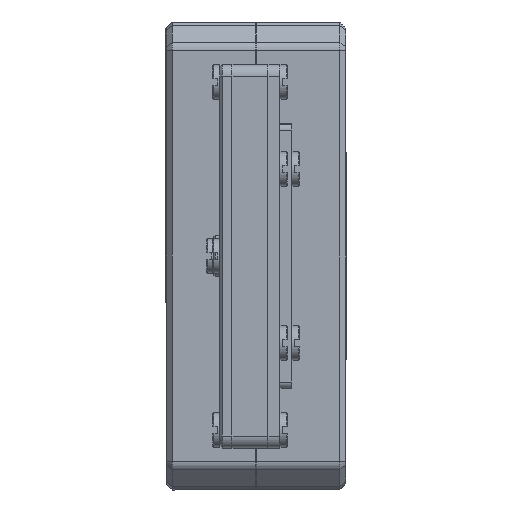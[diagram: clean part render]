
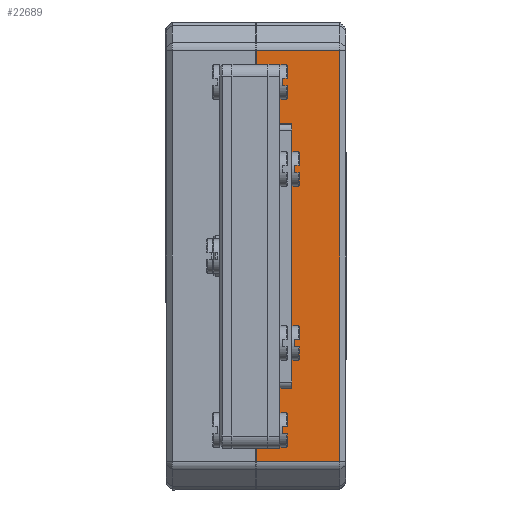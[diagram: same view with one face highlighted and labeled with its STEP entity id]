
A CAD part, left-side view. The second image highlights one B-rep face of the part: STEP entity #22689.
In plain terms, the highlighted planar face has unit normal (-1, 0, 0).
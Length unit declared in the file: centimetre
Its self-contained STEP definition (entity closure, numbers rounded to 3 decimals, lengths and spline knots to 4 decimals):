
#1817=PLANE('',#24057);
#2874=FACE_OUTER_BOUND('',#4327,.T.);
#4327=EDGE_LOOP('',(#18737,#18738,#18739,#18740,#18741,#18742,#18743,#18744));
#6669=LINE('',#37688,#8715);
#6673=LINE('',#37697,#8719);
#6676=LINE('',#37701,#8722);
#6677=LINE('',#37704,#8723);
#6678=LINE('',#37706,#8724);
#6679=LINE('',#37708,#8725);
#6680=LINE('',#37710,#8726);
#6681=LINE('',#37711,#8727);
#8715=VECTOR('',#27846,1.);
#8719=VECTOR('',#27852,1.);
#8722=VECTOR('',#27857,1.);
#8723=VECTOR('',#27860,1.);
#8724=VECTOR('',#27861,1.);
#8725=VECTOR('',#27862,1.);
#8726=VECTOR('',#27863,1.);
#8727=VECTOR('',#27864,1.);
#11270=VERTEX_POINT('',#37685);
#11271=VERTEX_POINT('',#37687);
#11274=VERTEX_POINT('',#37694);
#11275=VERTEX_POINT('',#37696);
#11276=VERTEX_POINT('',#37703);
#11277=VERTEX_POINT('',#37705);
#11278=VERTEX_POINT('',#37707);
#11279=VERTEX_POINT('',#37709);
#13958=EDGE_CURVE('',#11271,#11270,#6669,.T.);
#13962=EDGE_CURVE('',#11275,#11274,#6673,.T.);
#13965=EDGE_CURVE('',#11270,#11275,#6676,.T.);
#13966=EDGE_CURVE('',#11276,#11274,#6677,.T.);
#13967=EDGE_CURVE('',#11277,#11276,#6678,.T.);
#13968=EDGE_CURVE('',#11278,#11277,#6679,.T.);
#13969=EDGE_CURVE('',#11279,#11278,#6680,.T.);
#13970=EDGE_CURVE('',#11271,#11279,#6681,.T.);
#18737=ORIENTED_EDGE('',*,*,#13958,.T.);
#18738=ORIENTED_EDGE('',*,*,#13965,.T.);
#18739=ORIENTED_EDGE('',*,*,#13962,.T.);
#18740=ORIENTED_EDGE('',*,*,#13966,.F.);
#18741=ORIENTED_EDGE('',*,*,#13967,.F.);
#18742=ORIENTED_EDGE('',*,*,#13968,.F.);
#18743=ORIENTED_EDGE('',*,*,#13969,.F.);
#18744=ORIENTED_EDGE('',*,*,#13970,.F.);
#22689=ADVANCED_FACE('',(#2874),#1817,.F.);
#24057=AXIS2_PLACEMENT_3D('',#37702,#27858,#27859);
#27846=DIRECTION('',(0.,-1.,0.));
#27852=DIRECTION('',(0.,1.,0.));
#27857=DIRECTION('',(0.,0.,-1.));
#27858=DIRECTION('center_axis',(1.,0.,0.));
#27859=DIRECTION('ref_axis',(0.,0.,-1.));
#27860=DIRECTION('',(0.,0.,1.));
#27861=DIRECTION('',(0.,1.,0.));
#27862=DIRECTION('',(0.,0.,-1.));
#27863=DIRECTION('',(0.,-1.,0.));
#27864=DIRECTION('',(0.,0.,1.));
#37685=CARTESIAN_POINT('',(-0.6,0.7,3.05));
#37687=CARTESIAN_POINT('',(-0.6,1.,3.05));
#37688=CARTESIAN_POINT('',(-0.6,0.75,3.05));
#37694=CARTESIAN_POINT('',(-0.6,1.,0.85));
#37696=CARTESIAN_POINT('',(-0.6,0.7,0.85));
#37697=CARTESIAN_POINT('',(-0.6,0.75,0.85));
#37701=CARTESIAN_POINT('',(-0.6,0.7,1.95));
#37702=CARTESIAN_POINT('Origin',(-0.6,0.5,1.95));
#37703=CARTESIAN_POINT('',(-0.6,1.,0.2414));
#37704=CARTESIAN_POINT('',(-0.6,1.,1.95));
#37705=CARTESIAN_POINT('',(-0.6,0.3,0.2414));
#37706=CARTESIAN_POINT('',(-0.6,0.5,0.2414));
#37707=CARTESIAN_POINT('',(-0.6,0.3,3.6586));
#37708=CARTESIAN_POINT('',(-0.6,0.3,1.95));
#37709=CARTESIAN_POINT('',(-0.6,1.,3.6586));
#37710=CARTESIAN_POINT('',(-0.6,0.5,3.6586));
#37711=CARTESIAN_POINT('',(-0.6,1.,1.95));
